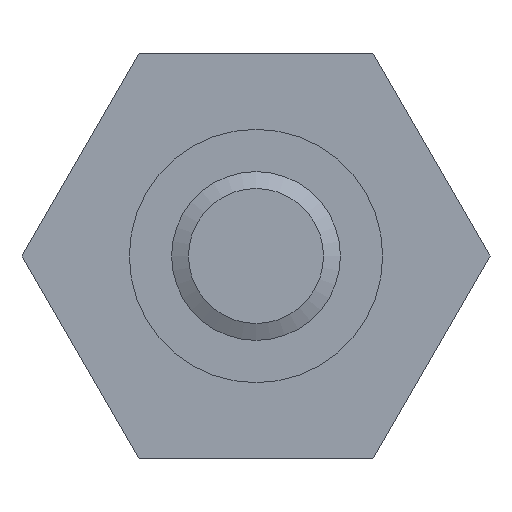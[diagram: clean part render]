
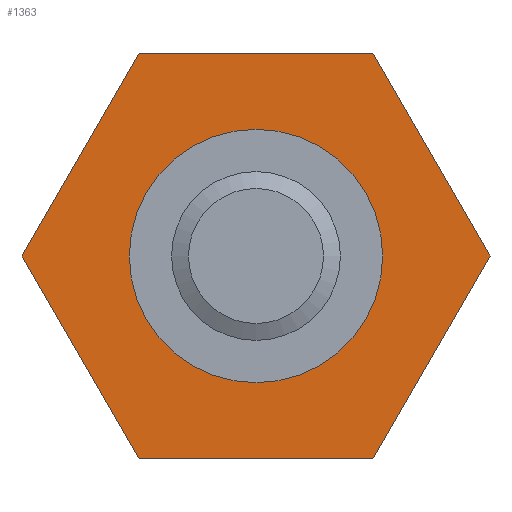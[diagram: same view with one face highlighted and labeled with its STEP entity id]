
A CAD part, front view. The second image highlights one B-rep face of the part: STEP entity #1363.
In plain terms, the highlighted planar face has unit normal (0, -1, 0).
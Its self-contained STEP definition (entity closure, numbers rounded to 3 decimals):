
#87=FACE_BOUND('',#209,.T.);
#101=PLANE('',#1484);
#125=FACE_OUTER_BOUND('',#208,.T.);
#208=EDGE_LOOP('',(#978,#979,#980,#981,#982,#983));
#209=EDGE_LOOP('',(#984));
#290=LINE('',#2225,#372);
#294=LINE('',#2233,#376);
#297=LINE('',#2239,#379);
#300=LINE('',#2245,#382);
#303=LINE('',#2251,#385);
#306=LINE('',#2256,#388);
#372=VECTOR('',#1720,1000.);
#376=VECTOR('',#1726,1000.);
#379=VECTOR('',#1731,1000.);
#382=VECTOR('',#1736,1000.);
#385=VECTOR('',#1741,1000.);
#388=VECTOR('',#1746,1000.);
#455=CIRCLE('',#1470,3.75);
#582=VERTEX_POINT('',#2207);
#587=VERTEX_POINT('',#2223);
#588=VERTEX_POINT('',#2224);
#591=VERTEX_POINT('',#2232);
#593=VERTEX_POINT('',#2238);
#595=VERTEX_POINT('',#2244);
#597=VERTEX_POINT('',#2250);
#725=EDGE_CURVE('',#582,#582,#455,.T.);
#732=EDGE_CURVE('',#587,#588,#290,.T.);
#736=EDGE_CURVE('',#588,#591,#294,.T.);
#739=EDGE_CURVE('',#591,#593,#297,.T.);
#742=EDGE_CURVE('',#593,#595,#300,.T.);
#745=EDGE_CURVE('',#595,#597,#303,.T.);
#748=EDGE_CURVE('',#597,#587,#306,.T.);
#978=ORIENTED_EDGE('',*,*,#732,.F.);
#979=ORIENTED_EDGE('',*,*,#748,.F.);
#980=ORIENTED_EDGE('',*,*,#745,.F.);
#981=ORIENTED_EDGE('',*,*,#742,.F.);
#982=ORIENTED_EDGE('',*,*,#739,.F.);
#983=ORIENTED_EDGE('',*,*,#736,.F.);
#984=ORIENTED_EDGE('',*,*,#725,.F.);
#1363=ADVANCED_FACE('',(#125,#87),#101,.F.);
#1470=AXIS2_PLACEMENT_3D('',#2209,#1702,#1703);
#1484=AXIS2_PLACEMENT_3D('',#2259,#1750,#1751);
#1702=DIRECTION('center_axis',(0.,-1.,0.));
#1703=DIRECTION('ref_axis',(0.,0.,-1.));
#1720=DIRECTION('',(0.5,0.,-0.866));
#1726=DIRECTION('',(-0.5,0.,-0.866));
#1731=DIRECTION('',(-1.,0.,0.));
#1736=DIRECTION('',(-0.5,0.,0.866));
#1741=DIRECTION('',(0.5,0.,0.866));
#1746=DIRECTION('',(1.,0.,0.));
#1750=DIRECTION('center_axis',(0.,1.,0.));
#1751=DIRECTION('ref_axis',(0.,0.,1.));
#2207=CARTESIAN_POINT('',(0.,-15.,3.75));
#2209=CARTESIAN_POINT('Origin',(0.,-15.,0.));
#2223=CARTESIAN_POINT('',(3.464,-15.,6.));
#2224=CARTESIAN_POINT('',(6.928,-15.,0.));
#2225=CARTESIAN_POINT('',(3.464,-15.,6.));
#2232=CARTESIAN_POINT('',(3.464,-15.,-6.));
#2233=CARTESIAN_POINT('',(6.928,-15.,0.));
#2238=CARTESIAN_POINT('',(-3.464,-15.,-6.));
#2239=CARTESIAN_POINT('',(3.464,-15.,-6.));
#2244=CARTESIAN_POINT('',(-6.928,-15.,0.));
#2245=CARTESIAN_POINT('',(-3.464,-15.,-6.));
#2250=CARTESIAN_POINT('',(-3.464,-15.,6.));
#2251=CARTESIAN_POINT('',(-6.928,-15.,0.));
#2256=CARTESIAN_POINT('',(-3.464,-15.,6.));
#2259=CARTESIAN_POINT('Origin',(0.,-15.,0.));
